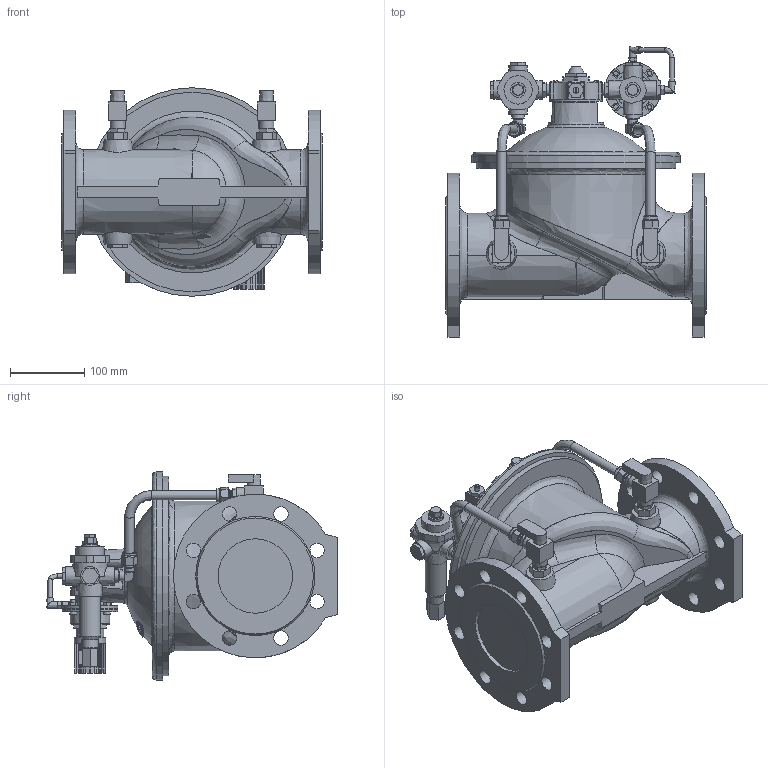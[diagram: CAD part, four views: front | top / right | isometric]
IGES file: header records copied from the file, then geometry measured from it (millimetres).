
Start section: SolidWorks IGES file using analytic representation for surfaces
Global section: file name: O_859_10_DN0100_1XXXX0X_IGES.IGS; native system: SolidWorks 2012; preprocessor: SolidWorks 2012; author: rozh; date: 150611.114549; units: millimetre
Bounding box: 350 x 390 x 280 mm (x, y, z)
Surface area: 570798.4 mm2 (no closed solid volume)
Topology: 0 solids, 0 shells, 1156 faces, 6066 edges, 5867 vertices
Faces by surface type: bspline 778, revolution 378
